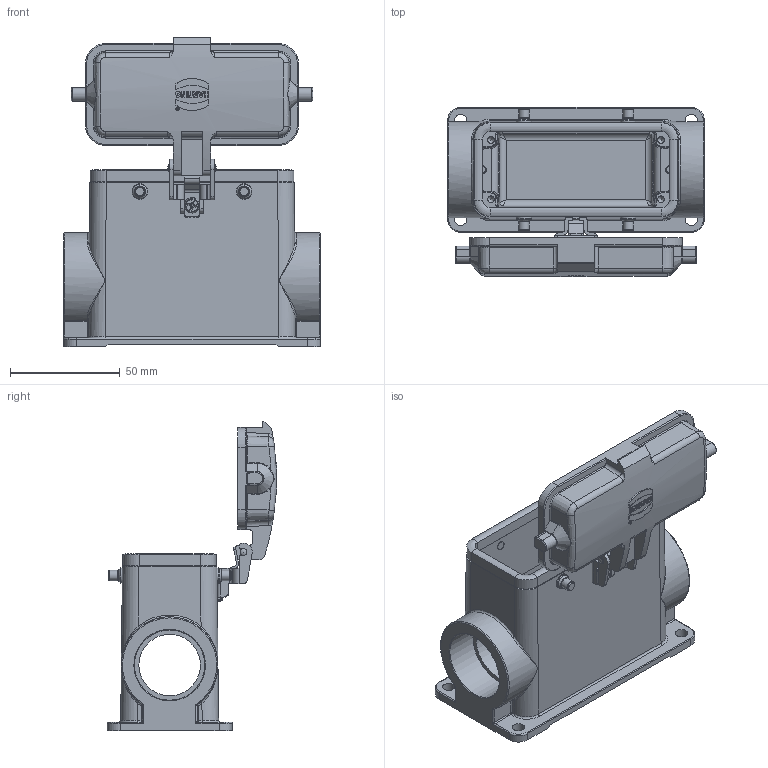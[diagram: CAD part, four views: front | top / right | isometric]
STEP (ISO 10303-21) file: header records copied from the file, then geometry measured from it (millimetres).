
FILE_DESCRIPTION(/* description */ (''),/* implementation_level */ '2;1');
FILE_NAME(/* name */ '100094915ugm000_d.stp',/* time_stamp */ '2017-11-06T08:57:41+01:00',/* author */ (''),/* organization */ (''),/* preprocessor_version */ 'ST-DEVELOPER v16',/* originating_system */ 'SIEMENS PLM Software NX 10.0',/* authorisation */ '');
FILE_SCHEMA (('AUTOMOTIVE_DESIGN { 1 0 10303 214 3 1 1 1 }'));
Length unit declared in the file: millimetre
Products named in the file (1): 100094915ugm000_d
Bounding box: 117 x 77.37 x 141.15 mm (x, y, z)
Volume: 158212.7 mm3; surface area: 77171.8 mm2
Topology: 2 solids, 2 shells, 788 faces, 2667 edges, 2520 vertices
Faces by surface type: plane 350, cylinder 259, bspline 72, torus 54, cone 45, extrusion 6, sphere 2
Full cylindrical faces by diameter (mm): 1.006 x1, 1.477 x1, 3 x6, 4 x5, 4.8 x4, 5.6 x4, 7 x5, 28 x2, 32 x2
Entity records: 33556 total; most frequent: CARTESIAN_POINT 9966, DIRECTION 4073, ORIENTED_EDGE 3900, EDGE_CURVE 1950, AXIS2_PLACEMENT_3D 1434, VERTEX_POINT 1271, VECTOR 1205, LINE 1199
